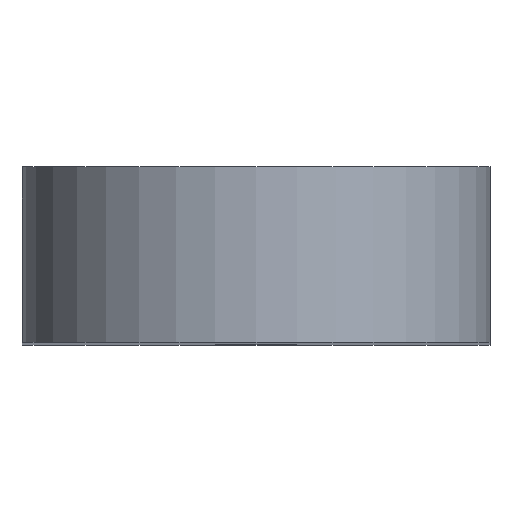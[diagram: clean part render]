
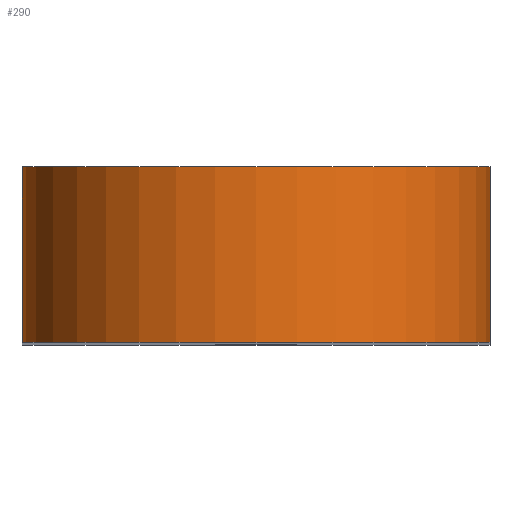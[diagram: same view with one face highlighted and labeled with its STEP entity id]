
A CAD part, top view. The second image highlights one B-rep face of the part: STEP entity #290.
In plain terms, the highlighted cylindrical face has radius 6.35 mm (diameter 12.7 mm), a partial arc.
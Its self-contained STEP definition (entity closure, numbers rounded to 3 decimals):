
#77=CARTESIAN_POINT('',(-149.672,127.784,18.19));
#78=DIRECTION('',(0.,-1.,0.));
#79=DIRECTION('',(1.,0.,0.));
#80=AXIS2_PLACEMENT_3D('',#77,#78,#79);
#129=DIRECTION('',(0.,-1.,0.));
#130=VECTOR('',#129,4.763);
#131=CARTESIAN_POINT('',(-156.022,132.546,18.19));
#132=LINE('',#131,#130);
#136=DIRECTION('',(0.,1.,0.));
#137=VECTOR('',#136,4.763);
#138=CARTESIAN_POINT('',(-143.322,127.784,18.19));
#139=LINE('',#138,#137);
#151=CARTESIAN_POINT('',(-149.672,132.546,18.19));
#152=DIRECTION('',(0.,1.,0.));
#153=DIRECTION('',(-1.,0.,0.));
#154=AXIS2_PLACEMENT_3D('',#151,#152,#153);
#193=CARTESIAN_POINT('',(-143.322,127.784,18.19));
#194=CARTESIAN_POINT('',(-143.322,132.546,18.19));
#195=VERTEX_POINT('',#193);
#196=VERTEX_POINT('',#194);
#197=CARTESIAN_POINT('',(-156.022,132.546,18.19));
#198=CARTESIAN_POINT('',(-156.022,127.784,18.19));
#199=VERTEX_POINT('',#197);
#200=VERTEX_POINT('',#198);
#278=CARTESIAN_POINT('',(-149.672,132.546,18.19));
#279=DIRECTION('',(0.,-1.,0.));
#280=DIRECTION('',(1.,0.,0.));
#281=AXIS2_PLACEMENT_3D('',#278,#279,#280);
#282=CYLINDRICAL_SURFACE('',#281,6.35);
#283=ORIENTED_EDGE('',*,*,#237,.T.);
#284=ORIENTED_EDGE('',*,*,#224,.F.);
#286=ORIENTED_EDGE('',*,*,#285,.T.);
#287=ORIENTED_EDGE('',*,*,#270,.F.);
#288=EDGE_LOOP('',(#283,#284,#286,#287));
#289=FACE_OUTER_BOUND('',#288,.F.);
#81=CIRCLE('',#80,6.35);
#155=CIRCLE('',#154,6.35);
#224=EDGE_CURVE('',#199,#200,#132,.T.);
#237=EDGE_CURVE('',#195,#200,#81,.T.);
#270=EDGE_CURVE('',#195,#196,#139,.T.);
#285=EDGE_CURVE('',#199,#196,#155,.T.);
#290=ADVANCED_FACE('',(#289),#282,.T.);
